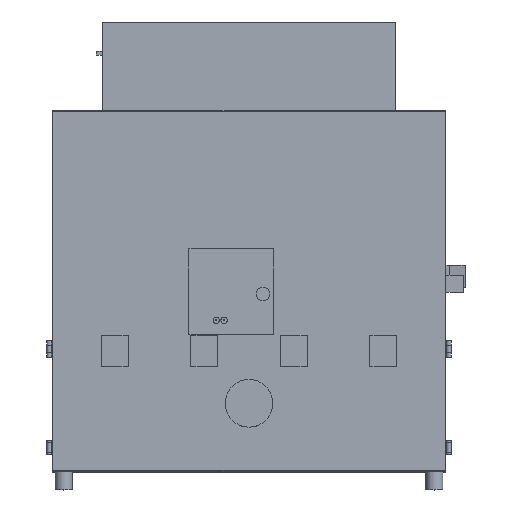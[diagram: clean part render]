
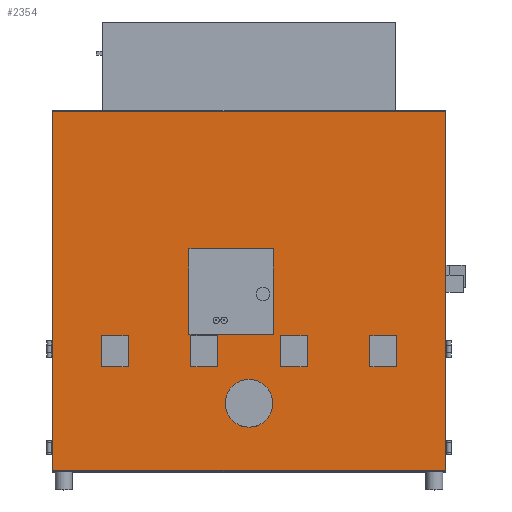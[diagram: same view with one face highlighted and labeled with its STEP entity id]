
A CAD part, top view. The second image highlights one B-rep face of the part: STEP entity #2354.
In plain terms, the highlighted planar face has unit normal (0, 0, 1).
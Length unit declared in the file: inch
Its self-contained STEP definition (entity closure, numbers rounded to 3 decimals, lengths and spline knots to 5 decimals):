
#388=DIRECTION('',(1.,0.,0.));
#389=VECTOR('',#388,65.87);
#390=CARTESIAN_POINT('',(-32.87,60.31501,18.1408));
#391=LINE('',#390,#389);
#392=DIRECTION('',(0.,-1.,0.));
#393=VECTOR('',#392,60.18501);
#394=CARTESIAN_POINT('',(33.,60.31501,18.1408));
#395=LINE('',#394,#393);
#396=DIRECTION('',(-1.,0.,0.));
#397=VECTOR('',#396,65.87);
#398=CARTESIAN_POINT('',(33.,0.13,18.1408));
#399=LINE('',#398,#397);
#400=DIRECTION('',(0.,-1.,0.));
#401=VECTOR('',#400,60.18501);
#402=CARTESIAN_POINT('',(-32.87,60.31501,18.1408));
#403=LINE('',#402,#401);
#404=DIRECTION('',(0.,-1.,0.));
#405=VECTOR('',#404,14.3017);
#406=CARTESIAN_POINT('',(-10.0579,37.332,18.1408));
#407=LINE('',#406,#405);
#408=DIRECTION('',(1.,0.,0.));
#409=VECTOR('',#408,14.115);
#410=CARTESIAN_POINT('',(-10.0579,23.0303,18.1408));
#411=LINE('',#410,#409);
#412=DIRECTION('',(0.,1.,0.));
#413=VECTOR('',#412,14.3017);
#414=CARTESIAN_POINT('',(4.0571,23.0303,18.1408));
#415=LINE('',#414,#413);
#416=DIRECTION('',(-1.,0.,0.));
#417=VECTOR('',#416,14.115);
#418=CARTESIAN_POINT('',(4.0571,37.332,18.1408));
#419=LINE('',#418,#417);
#420=CARTESIAN_POINT('',(0.,11.4635,18.1408));
#421=DIRECTION('',(0.,0.,1.));
#422=DIRECTION('',(1.,0.,0.));
#423=AXIS2_PLACEMENT_3D('',#420,#421,#422);
#425=CARTESIAN_POINT('',(0.,11.4635,18.1408));
#426=DIRECTION('',(0.,0.,1.));
#427=DIRECTION('',(-1.,0.,0.));
#428=AXIS2_PLACEMENT_3D('',#425,#426,#427);
#430=DIRECTION('',(0.,-1.,0.));
#431=VECTOR('',#430,5.2125);
#432=CARTESIAN_POINT('',(-24.7525,22.7663,18.1408));
#433=LINE('',#432,#431);
#434=DIRECTION('',(1.,0.,0.));
#435=VECTOR('',#434,4.5025);
#436=CARTESIAN_POINT('',(-24.7525,17.5538,18.1408));
#437=LINE('',#436,#435);
#438=DIRECTION('',(0.,1.,0.));
#439=VECTOR('',#438,5.2125);
#440=CARTESIAN_POINT('',(-20.25,17.5538,18.1408));
#441=LINE('',#440,#439);
#442=DIRECTION('',(-1.,0.,0.));
#443=VECTOR('',#442,4.5025);
#444=CARTESIAN_POINT('',(-20.25,22.7663,18.1408));
#445=LINE('',#444,#443);
#446=DIRECTION('',(0.,-1.,0.));
#447=VECTOR('',#446,5.25125);
#448=CARTESIAN_POINT('',(-9.755,22.80505,18.1408));
#449=LINE('',#448,#447);
#450=DIRECTION('',(1.,0.,0.));
#451=VECTOR('',#450,4.5025);
#452=CARTESIAN_POINT('',(-9.755,17.5538,18.1408));
#453=LINE('',#452,#451);
#454=DIRECTION('',(0.,1.,0.));
#455=VECTOR('',#454,5.25125);
#456=CARTESIAN_POINT('',(-5.2525,17.5538,18.1408));
#457=LINE('',#456,#455);
#458=DIRECTION('',(-1.,0.,0.));
#459=VECTOR('',#458,4.5025);
#460=CARTESIAN_POINT('',(-5.2525,22.80505,18.1408));
#461=LINE('',#460,#459);
#462=DIRECTION('',(0.,-1.,0.));
#463=VECTOR('',#462,5.2125);
#464=CARTESIAN_POINT('',(5.25,22.7663,18.1408));
#465=LINE('',#464,#463);
#466=DIRECTION('',(1.,0.,0.));
#467=VECTOR('',#466,4.5);
#468=CARTESIAN_POINT('',(5.25,17.5538,18.1408));
#469=LINE('',#468,#467);
#470=DIRECTION('',(0.,1.,0.));
#471=VECTOR('',#470,5.2125);
#472=CARTESIAN_POINT('',(9.75,17.5538,18.1408));
#473=LINE('',#472,#471);
#474=DIRECTION('',(-1.,0.,0.));
#475=VECTOR('',#474,4.5);
#476=CARTESIAN_POINT('',(9.75,22.7663,18.1408));
#477=LINE('',#476,#475);
#478=DIRECTION('',(0.,-1.,0.));
#479=VECTOR('',#478,5.2125);
#480=CARTESIAN_POINT('',(20.25,22.7663,18.1408));
#481=LINE('',#480,#479);
#482=DIRECTION('',(1.,0.,0.));
#483=VECTOR('',#482,4.5025);
#484=CARTESIAN_POINT('',(20.25,17.5538,18.1408));
#485=LINE('',#484,#483);
#486=DIRECTION('',(0.,1.,0.));
#487=VECTOR('',#486,5.2125);
#488=CARTESIAN_POINT('',(24.7525,17.5538,18.1408));
#489=LINE('',#488,#487);
#490=DIRECTION('',(-1.,0.,0.));
#491=VECTOR('',#490,4.5025);
#492=CARTESIAN_POINT('',(24.7525,22.7663,18.1408));
#493=LINE('',#492,#491);
#1479=CARTESIAN_POINT('',(33.,60.31501,18.1408));
#1480=VERTEX_POINT('',#1479);
#1483=CARTESIAN_POINT('',(-32.87,60.31501,18.1408));
#1484=VERTEX_POINT('',#1483);
#1485=CARTESIAN_POINT('',(-32.87,0.13,18.1408));
#1486=VERTEX_POINT('',#1485);
#1489=CARTESIAN_POINT('',(33.,0.13,18.1408));
#1490=VERTEX_POINT('',#1489);
#1527=CARTESIAN_POINT('',(-10.0579,37.332,18.1408));
#1528=CARTESIAN_POINT('',(-10.0579,23.0303,18.1408));
#1529=VERTEX_POINT('',#1527);
#1530=VERTEX_POINT('',#1528);
#1531=CARTESIAN_POINT('',(4.0571,23.0303,18.1408));
#1532=VERTEX_POINT('',#1531);
#1533=CARTESIAN_POINT('',(4.0571,37.332,18.1408));
#1534=VERTEX_POINT('',#1533);
#1539=CARTESIAN_POINT('',(4.,11.4635,18.1408));
#1540=CARTESIAN_POINT('',(-4.,11.4635,18.1408));
#1541=VERTEX_POINT('',#1539);
#1542=VERTEX_POINT('',#1540);
#1779=CARTESIAN_POINT('',(-24.7525,22.7663,18.1408));
#1780=CARTESIAN_POINT('',(-24.7525,17.5538,18.1408));
#1781=VERTEX_POINT('',#1779);
#1782=VERTEX_POINT('',#1780);
#1783=CARTESIAN_POINT('',(-20.25,17.5538,18.1408));
#1784=VERTEX_POINT('',#1783);
#1785=CARTESIAN_POINT('',(-20.25,22.7663,18.1408));
#1786=VERTEX_POINT('',#1785);
#1787=CARTESIAN_POINT('',(-9.755,22.80505,18.1408));
#1788=CARTESIAN_POINT('',(-9.755,17.5538,18.1408));
#1789=VERTEX_POINT('',#1787);
#1790=VERTEX_POINT('',#1788);
#1791=CARTESIAN_POINT('',(-5.2525,17.5538,18.1408));
#1792=VERTEX_POINT('',#1791);
#1793=CARTESIAN_POINT('',(-5.2525,22.80505,18.1408));
#1794=VERTEX_POINT('',#1793);
#1795=CARTESIAN_POINT('',(5.25,22.7663,18.1408));
#1796=CARTESIAN_POINT('',(5.25,17.5538,18.1408));
#1797=VERTEX_POINT('',#1795);
#1798=VERTEX_POINT('',#1796);
#1799=CARTESIAN_POINT('',(9.75,17.5538,18.1408));
#1800=VERTEX_POINT('',#1799);
#1801=CARTESIAN_POINT('',(9.75,22.7663,18.1408));
#1802=VERTEX_POINT('',#1801);
#1803=CARTESIAN_POINT('',(20.25,22.7663,18.1408));
#1804=CARTESIAN_POINT('',(20.25,17.5538,18.1408));
#1805=VERTEX_POINT('',#1803);
#1806=VERTEX_POINT('',#1804);
#1807=CARTESIAN_POINT('',(24.7525,17.5538,18.1408));
#1808=VERTEX_POINT('',#1807);
#1809=CARTESIAN_POINT('',(24.7525,22.7663,18.1408));
#1810=VERTEX_POINT('',#1809);
#2285=CARTESIAN_POINT('',(-33.,0.,18.1408));
#2286=DIRECTION('',(0.,0.,1.));
#2287=DIRECTION('',(1.,0.,0.));
#2288=AXIS2_PLACEMENT_3D('',#2285,#2286,#2287);
#2289=PLANE('',#2288);
#2291=ORIENTED_EDGE('',*,*,#2290,.T.);
#2293=ORIENTED_EDGE('',*,*,#2292,.T.);
#2294=ORIENTED_EDGE('',*,*,#2253,.T.);
#2295=ORIENTED_EDGE('',*,*,#2276,.F.);
#2296=EDGE_LOOP('',(#2291,#2293,#2294,#2295));
#2297=FACE_OUTER_BOUND('',#2296,.F.);
#2299=ORIENTED_EDGE('',*,*,#2298,.T.);
#2301=ORIENTED_EDGE('',*,*,#2300,.T.);
#2303=ORIENTED_EDGE('',*,*,#2302,.T.);
#2305=ORIENTED_EDGE('',*,*,#2304,.T.);
#2306=EDGE_LOOP('',(#2299,#2301,#2303,#2305));
#2307=FACE_BOUND('',#2306,.F.);
#2309=ORIENTED_EDGE('',*,*,#2308,.T.);
#2311=ORIENTED_EDGE('',*,*,#2310,.T.);
#2312=EDGE_LOOP('',(#2309,#2311));
#2313=FACE_BOUND('',#2312,.F.);
#2315=ORIENTED_EDGE('',*,*,#2314,.T.);
#2317=ORIENTED_EDGE('',*,*,#2316,.T.);
#2319=ORIENTED_EDGE('',*,*,#2318,.T.);
#2321=ORIENTED_EDGE('',*,*,#2320,.T.);
#2322=EDGE_LOOP('',(#2315,#2317,#2319,#2321));
#2323=FACE_BOUND('',#2322,.F.);
#2325=ORIENTED_EDGE('',*,*,#2324,.T.);
#2327=ORIENTED_EDGE('',*,*,#2326,.T.);
#2329=ORIENTED_EDGE('',*,*,#2328,.T.);
#2331=ORIENTED_EDGE('',*,*,#2330,.T.);
#2332=EDGE_LOOP('',(#2325,#2327,#2329,#2331));
#2333=FACE_BOUND('',#2332,.F.);
#2335=ORIENTED_EDGE('',*,*,#2334,.T.);
#2337=ORIENTED_EDGE('',*,*,#2336,.T.);
#2339=ORIENTED_EDGE('',*,*,#2338,.T.);
#2341=ORIENTED_EDGE('',*,*,#2340,.T.);
#2342=EDGE_LOOP('',(#2335,#2337,#2339,#2341));
#2343=FACE_BOUND('',#2342,.F.);
#2345=ORIENTED_EDGE('',*,*,#2344,.T.);
#2347=ORIENTED_EDGE('',*,*,#2346,.T.);
#2349=ORIENTED_EDGE('',*,*,#2348,.T.);
#2351=ORIENTED_EDGE('',*,*,#2350,.T.);
#2352=EDGE_LOOP('',(#2345,#2347,#2349,#2351));
#2353=FACE_BOUND('',#2352,.F.);
#2354=ADVANCED_FACE('',(#2297,#2307,#2313,#2323,#2333,#2343,#2353),#2289,.T.);
#424=CIRCLE('',#423,4.);
#429=CIRCLE('',#428,4.);
#2253=EDGE_CURVE('',#1490,#1486,#399,.T.);
#2276=EDGE_CURVE('',#1484,#1486,#403,.T.);
#2290=EDGE_CURVE('',#1484,#1480,#391,.T.);
#2292=EDGE_CURVE('',#1480,#1490,#395,.T.);
#2298=EDGE_CURVE('',#1529,#1530,#407,.T.);
#2300=EDGE_CURVE('',#1530,#1532,#411,.T.);
#2302=EDGE_CURVE('',#1532,#1534,#415,.T.);
#2304=EDGE_CURVE('',#1534,#1529,#419,.T.);
#2308=EDGE_CURVE('',#1541,#1542,#424,.T.);
#2310=EDGE_CURVE('',#1542,#1541,#429,.T.);
#2314=EDGE_CURVE('',#1781,#1782,#433,.T.);
#2316=EDGE_CURVE('',#1782,#1784,#437,.T.);
#2318=EDGE_CURVE('',#1784,#1786,#441,.T.);
#2320=EDGE_CURVE('',#1786,#1781,#445,.T.);
#2324=EDGE_CURVE('',#1789,#1790,#449,.T.);
#2326=EDGE_CURVE('',#1790,#1792,#453,.T.);
#2328=EDGE_CURVE('',#1792,#1794,#457,.T.);
#2330=EDGE_CURVE('',#1794,#1789,#461,.T.);
#2334=EDGE_CURVE('',#1797,#1798,#465,.T.);
#2336=EDGE_CURVE('',#1798,#1800,#469,.T.);
#2338=EDGE_CURVE('',#1800,#1802,#473,.T.);
#2340=EDGE_CURVE('',#1802,#1797,#477,.T.);
#2344=EDGE_CURVE('',#1805,#1806,#481,.T.);
#2346=EDGE_CURVE('',#1806,#1808,#485,.T.);
#2348=EDGE_CURVE('',#1808,#1810,#489,.T.);
#2350=EDGE_CURVE('',#1810,#1805,#493,.T.);
